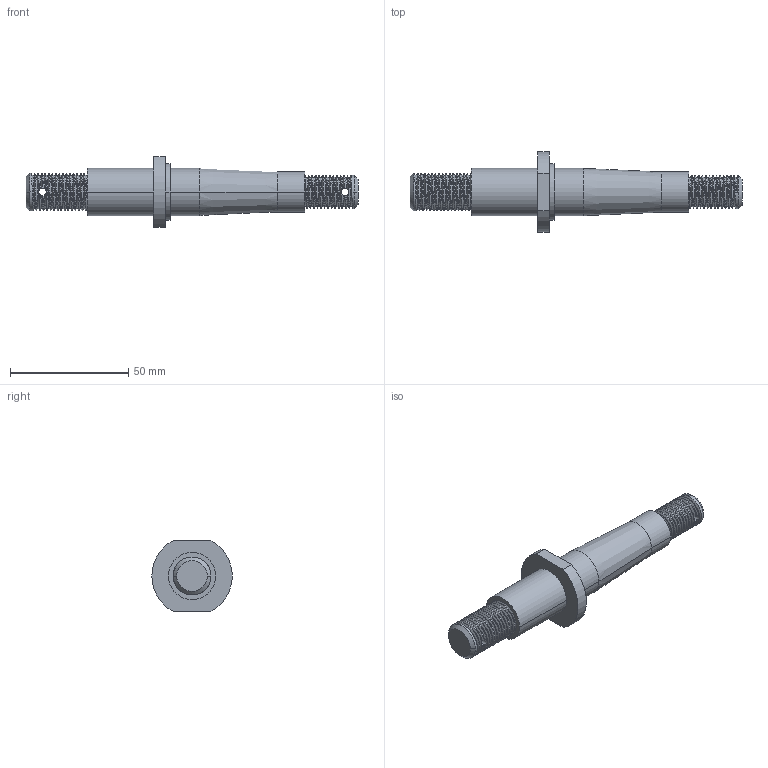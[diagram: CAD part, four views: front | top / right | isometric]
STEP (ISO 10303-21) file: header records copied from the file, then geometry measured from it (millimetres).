
FILE_DESCRIPTION (( 'STEP AP214' ), '1' );
FILE_NAME ('Spindle_Light.STEP', '2023-02-03T04:54:56', ( '' ), ( '' ), 'SwSTEP 2.0', 'SolidWorks 2021', '' );
FILE_SCHEMA (( 'AUTOMOTIVE_DESIGN' ));
Length unit declared in the file: millimetre
Products named in the file (1): Spindle_Light
Bounding box: 140.5 x 33.94 x 30 mm (x, y, z)
Volume: 36886.4 mm3; surface area: 11090.3 mm2
Topology: 1 solids, 1 shells, 129 faces, 360 edges, 234 vertices
Faces by surface type: cylinder 81, bspline 29, plane 13, cone 6
Entity records: 20125 total; most frequent: CARTESIAN_POINT 17452, ORIENTED_EDGE 720, DIRECTION 375, EDGE_CURVE 360, VERTEX_POINT 234, AXIS2_PLACEMENT_3D 139, EDGE_LOOP 134, FACE_OUTER_BOUND 129
